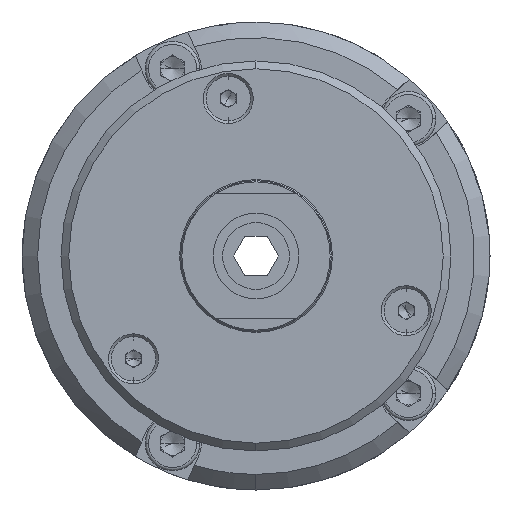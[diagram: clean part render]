
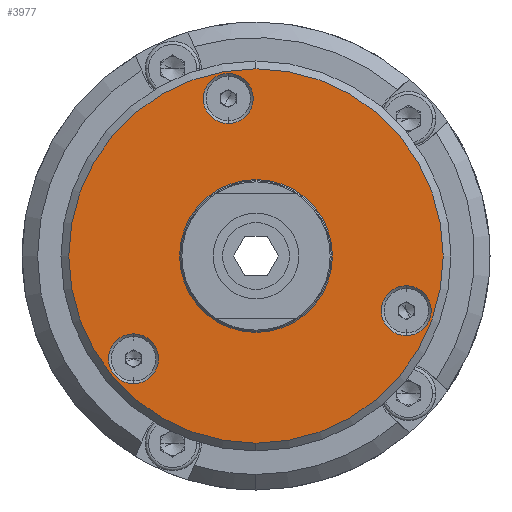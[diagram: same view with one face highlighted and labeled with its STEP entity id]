
A CAD part, left-side view. The second image highlights one B-rep face of the part: STEP entity #3977.
In plain terms, the highlighted planar face has unit normal (-1, 0, 0).
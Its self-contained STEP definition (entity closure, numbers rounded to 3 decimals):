
#3898 = EDGE_CURVE ( 'NONE', #4110, #4181, #12160, .T. ) ;
#3908 = VERTEX_POINT ( 'NONE', #12035 ) ;
#3911 = EDGE_CURVE ( 'NONE', #4181, #4110, #12089, .T. ) ;
#3919 = EDGE_CURVE ( 'NONE', #4207, #4159, #12156, .T. ) ;
#3920 = ORIENTED_EDGE ( 'NONE', *, *, #3919, .T. ) ;
#3934 = EDGE_CURVE ( 'NONE', #4213, #4212, #12172, .T. ) ;
#3976 = ORIENTED_EDGE ( 'NONE', *, *, #4218, .T. ) ;
#3977 = ADVANCED_FACE ( 'NONE', ( #12207, #12205, #12203, #12075, #12127 ), #12202, .T. ) ;
#3978 = ORIENTED_EDGE ( 'NONE', *, *, #4125, .F. ) ;
#4107 = EDGE_CURVE ( 'NONE', #4189, #4157, #12352, .T. ) ;
#4110 = VERTEX_POINT ( 'NONE', #12223 ) ;
#4112 = VERTEX_POINT ( 'NONE', #12335 ) ;
#4115 = ORIENTED_EDGE ( 'NONE', *, *, #3934, .F. ) ;
#4116 = EDGE_LOOP ( 'NONE', ( #4117, #4135 ) ) ;
#4117 = ORIENTED_EDGE ( 'NONE', *, *, #4107, .F. ) ;
#4125 = EDGE_CURVE ( 'NONE', #3908, #4112, #12328, .T. ) ;
#4127 = EDGE_CURVE ( 'NONE', #4112, #3908, #14225, .T. ) ;
#4132 = EDGE_LOOP ( 'NONE', ( #3920, #3976 ) ) ;
#4133 = EDGE_LOOP ( 'NONE', ( #4137, #3978 ) ) ;
#4134 = EDGE_LOOP ( 'NONE', ( #4115, #4138 ) ) ;
#4135 = ORIENTED_EDGE ( 'NONE', *, *, #4155, .F. ) ;
#4136 = ORIENTED_EDGE ( 'NONE', *, *, #3911, .T. ) ;
#4137 = ORIENTED_EDGE ( 'NONE', *, *, #4127, .F. ) ;
#4138 = ORIENTED_EDGE ( 'NONE', *, *, #4215, .F. ) ;
#4139 = ORIENTED_EDGE ( 'NONE', *, *, #3898, .T. ) ;
#4140 = EDGE_LOOP ( 'NONE', ( #4139, #4136 ) ) ;
#4155 = EDGE_CURVE ( 'NONE', #4157, #4189, #14277, .T. ) ;
#4157 = VERTEX_POINT ( 'NONE', #14271 ) ;
#4159 = VERTEX_POINT ( 'NONE', #14265 ) ;
#4181 = VERTEX_POINT ( 'NONE', #14161 ) ;
#4189 = VERTEX_POINT ( 'NONE', #14155 ) ;
#4207 = VERTEX_POINT ( 'NONE', #14146 ) ;
#4212 = VERTEX_POINT ( 'NONE', #14144 ) ;
#4213 = VERTEX_POINT ( 'NONE', #14138 ) ;
#4215 = EDGE_CURVE ( 'NONE', #4212, #4213, #14251, .T. ) ;
#4218 = EDGE_CURVE ( 'NONE', #4159, #4207, #14250, .T. ) ;
#10775 = CARTESIAN_POINT ( 'NONE',  ( -12.2, 15.704, -13.177 ) ) ;
#10776 = AXIS2_PLACEMENT_3D ( 'NONE', #10775, #11287, #11794 ) ;
#11287 = DIRECTION ( 'NONE',  ( -1., 0., 0. ) ) ;
#11794 = DIRECTION ( 'NONE',  ( 0., 0., 1. ) ) ;
#12032 = DIRECTION ( 'NONE',  ( 0., 0., 1. ) ) ;
#12035 = CARTESIAN_POINT ( 'NONE',  ( -12.2, 15.704, -16.377 ) ) ;
#12036 = DIRECTION ( 'NONE',  ( -1., 0., 0. ) ) ;
#12037 = AXIS2_PLACEMENT_3D ( 'NONE', #12144, #12143, #12142 ) ;
#12063 = DIRECTION ( 'NONE',  ( 0., 0., 1. ) ) ;
#12064 = AXIS2_PLACEMENT_3D ( 'NONE', #12068, #12069, #12063 ) ;
#12068 = CARTESIAN_POINT ( 'NONE',  ( -12.2, -19.264, -7.011 ) ) ;
#12069 = DIRECTION ( 'NONE',  ( -1., 0., 0. ) ) ;
#12075 = FACE_BOUND ( 'NONE', #4133, .T. ) ;
#12086 = DIRECTION ( 'NONE',  ( 1., 0., 0. ) ) ;
#12087 = CARTESIAN_POINT ( 'NONE',  ( -12.2, 0., 0. ) ) ;
#12088 = AXIS2_PLACEMENT_3D ( 'NONE', #12087, #12086, #12191 ) ;
#12089 = CIRCLE ( 'NONE', #12037, 9.8 ) ;
#12101 = AXIS2_PLACEMENT_3D ( 'NONE', #12204, #12206, #12198 ) ;
#12127 = FACE_BOUND ( 'NONE', #4140, .T. ) ;
#12142 = DIRECTION ( 'NONE',  ( 0., 0., -1. ) ) ;
#12143 = DIRECTION ( 'NONE',  ( 1., 0., 0. ) ) ;
#12144 = CARTESIAN_POINT ( 'NONE',  ( -12.2, 0., 0. ) ) ;
#12148 = CARTESIAN_POINT ( 'NONE',  ( -12.2, 0., 0. ) ) ;
#12149 = AXIS2_PLACEMENT_3D ( 'NONE', #12148, #12036, #12032 ) ;
#12156 = CIRCLE ( 'NONE', #12149, 24. ) ;
#12160 = CIRCLE ( 'NONE', #12088, 9.8 ) ;
#12172 = CIRCLE ( 'NONE', #12064, 3.2 ) ;
#12191 = DIRECTION ( 'NONE',  ( 0., 0., -1. ) ) ;
#12198 = DIRECTION ( 'NONE',  ( 0., 0., 1. ) ) ;
#12202 = PLANE ( 'NONE',  #12101 ) ;
#12203 = FACE_BOUND ( 'NONE', #4134, .T. ) ;
#12204 = CARTESIAN_POINT ( 'NONE',  ( -12.2, 25., 0. ) ) ;
#12205 = FACE_BOUND ( 'NONE', #4116, .T. ) ;
#12206 = DIRECTION ( 'NONE',  ( -1., 0., 0. ) ) ;
#12207 = FACE_OUTER_BOUND ( 'NONE', #4132, .T. ) ;
#12223 = CARTESIAN_POINT ( 'NONE',  ( -12.2, 0., -9.8 ) ) ;
#12227 = AXIS2_PLACEMENT_3D ( 'NONE', #12343, #12342, #12341 ) ;
#12328 = CIRCLE ( 'NONE', #10776, 3.2 ) ;
#12335 = CARTESIAN_POINT ( 'NONE',  ( -12.2, 15.704, -9.977 ) ) ;
#12341 = DIRECTION ( 'NONE',  ( 0., 0., 1. ) ) ;
#12342 = DIRECTION ( 'NONE',  ( -1., 0., 0. ) ) ;
#12343 = CARTESIAN_POINT ( 'NONE',  ( -12.2, 3.56, 20.189 ) ) ;
#12352 = CIRCLE ( 'NONE', #12227, 3.2 ) ;
#14135 = AXIS2_PLACEMENT_3D ( 'NONE', #14247, #14246, #14245 ) ;
#14138 = CARTESIAN_POINT ( 'NONE',  ( -12.2, -19.264, -3.811 ) ) ;
#14144 = CARTESIAN_POINT ( 'NONE',  ( -12.2, -19.264, -10.211 ) ) ;
#14146 = CARTESIAN_POINT ( 'NONE',  ( -12.2, 0., -24. ) ) ;
#14155 = CARTESIAN_POINT ( 'NONE',  ( -12.2, 3.56, 23.389 ) ) ;
#14161 = CARTESIAN_POINT ( 'NONE',  ( -12.2, 0., 9.8 ) ) ;
#14221 = DIRECTION ( 'NONE',  ( 0., 0., 1. ) ) ;
#14222 = DIRECTION ( 'NONE',  ( -1., 0., 0. ) ) ;
#14223 = CARTESIAN_POINT ( 'NONE',  ( -12.2, 15.704, -13.177 ) ) ;
#14224 = AXIS2_PLACEMENT_3D ( 'NONE', #14223, #14222, #14221 ) ;
#14225 = CIRCLE ( 'NONE', #14224, 3.2 ) ;
#14231 = DIRECTION ( 'NONE',  ( 0., 0., 1. ) ) ;
#14232 = DIRECTION ( 'NONE',  ( -1., 0., 0. ) ) ;
#14233 = CARTESIAN_POINT ( 'NONE',  ( -12.2, 0., 0. ) ) ;
#14245 = DIRECTION ( 'NONE',  ( 0., 0., 1. ) ) ;
#14246 = DIRECTION ( 'NONE',  ( -1., 0., 0. ) ) ;
#14247 = CARTESIAN_POINT ( 'NONE',  ( -12.2, -19.264, -7.011 ) ) ;
#14250 = CIRCLE ( 'NONE', #14257, 24. ) ;
#14251 = CIRCLE ( 'NONE', #14135, 3.2 ) ;
#14257 = AXIS2_PLACEMENT_3D ( 'NONE', #14233, #14232, #14231 ) ;
#14265 = CARTESIAN_POINT ( 'NONE',  ( -12.2, 0., 24. ) ) ;
#14267 = DIRECTION ( 'NONE',  ( 0., 0., 1. ) ) ;
#14268 = DIRECTION ( 'NONE',  ( -1., 0., 0. ) ) ;
#14269 = CARTESIAN_POINT ( 'NONE',  ( -12.2, 3.56, 20.189 ) ) ;
#14270 = AXIS2_PLACEMENT_3D ( 'NONE', #14269, #14268, #14267 ) ;
#14271 = CARTESIAN_POINT ( 'NONE',  ( -12.2, 3.56, 16.989 ) ) ;
#14277 = CIRCLE ( 'NONE', #14270, 3.2 ) ;
